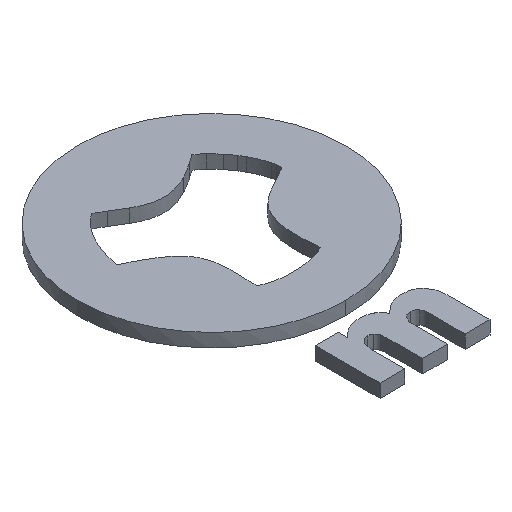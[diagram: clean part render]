
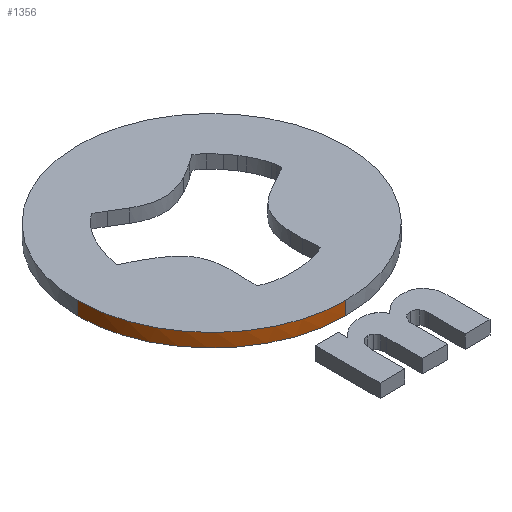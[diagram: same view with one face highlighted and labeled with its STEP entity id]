
A CAD part, isometric view. The second image highlights one B-rep face of the part: STEP entity #1356.
In plain terms, the highlighted free-form (B-spline) face has degree [3, 1] with [4, 2] control points.
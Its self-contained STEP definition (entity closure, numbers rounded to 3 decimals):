
#126=FACE_OUTER_BOUND('',#200,.T.);
#200=EDGE_LOOP('',(#1017,#1018,#1019,#1020));
#273=LINE('',#2281,#365);
#276=LINE('',#2325,#368);
#365=VECTOR('',#1459,10.);
#368=VECTOR('',#1462,10.);
#501=(
BOUNDED_CURVE()
B_SPLINE_CURVE(3,(#2334,#2335,#2336,#2337),.UNSPECIFIED.,.F.,.F.)
B_SPLINE_CURVE_WITH_KNOTS((4,4),(0.,1.),.UNSPECIFIED.)
CURVE()
GEOMETRIC_REPRESENTATION_ITEM()
RATIONAL_B_SPLINE_CURVE((1.,1.,1.,1.))
REPRESENTATION_ITEM('')
);
#502=(
BOUNDED_CURVE()
B_SPLINE_CURVE(3,(#2338,#2339,#2340,#2341),.UNSPECIFIED.,.F.,.F.)
B_SPLINE_CURVE_WITH_KNOTS((4,4),(-1.,0.),.UNSPECIFIED.)
CURVE()
GEOMETRIC_REPRESENTATION_ITEM()
RATIONAL_B_SPLINE_CURVE((1.,1.,1.,1.))
REPRESENTATION_ITEM('')
);
#579=VERTEX_POINT('',#2274);
#581=VERTEX_POINT('',#2280);
#585=VERTEX_POINT('',#2315);
#586=VERTEX_POINT('',#2320);
#758=EDGE_CURVE('',#579,#581,#273,.T.);
#766=EDGE_CURVE('',#585,#586,#276,.T.);
#767=EDGE_CURVE('',#585,#579,#501,.T.);
#768=EDGE_CURVE('',#581,#586,#502,.T.);
#1017=ORIENTED_EDGE('',*,*,#767,.F.);
#1018=ORIENTED_EDGE('',*,*,#766,.T.);
#1019=ORIENTED_EDGE('',*,*,#768,.F.);
#1020=ORIENTED_EDGE('',*,*,#758,.F.);
#1314=(
BOUNDED_SURFACE()
B_SPLINE_SURFACE(3,1,((#2326,#2327),(#2328,#2329),(#2330,#2331),(#2332,
#2333)),.UNSPECIFIED.,.F.,.F.,.F.)
B_SPLINE_SURFACE_WITH_KNOTS((4,4),(2,2),(-1.,0.),(0.,0.06),
 .UNSPECIFIED.)
GEOMETRIC_REPRESENTATION_ITEM()
RATIONAL_B_SPLINE_SURFACE(((1.,1.),(1.,1.),(1.,1.),(1.,1.)))
REPRESENTATION_ITEM('')
SURFACE()
);
#1356=ADVANCED_FACE('',(#126),#1314,.T.);
#1459=DIRECTION('',(0.,0.,-1.));
#1462=DIRECTION('',(0.,0.,-1.));
#2274=CARTESIAN_POINT('',(9.982,-101.998,0.));
#2280=CARTESIAN_POINT('',(9.982,-101.998,-0.6));
#2281=CARTESIAN_POINT('',(9.982,-101.998,0.));
#2315=CARTESIAN_POINT('',(3.982,-95.998,0.));
#2320=CARTESIAN_POINT('',(3.982,-95.998,-0.6));
#2325=CARTESIAN_POINT('',(3.982,-95.998,0.));
#2326=CARTESIAN_POINT('Ctrl Pts',(9.982,-101.998,0.));
#2327=CARTESIAN_POINT('Ctrl Pts',(9.982,-101.998,-0.6));
#2328=CARTESIAN_POINT('Ctrl Pts',(6.668,-101.998,0.));
#2329=CARTESIAN_POINT('Ctrl Pts',(6.668,-101.998,-0.6));
#2330=CARTESIAN_POINT('Ctrl Pts',(3.982,-99.312,0.));
#2331=CARTESIAN_POINT('Ctrl Pts',(3.982,-99.312,-0.6));
#2332=CARTESIAN_POINT('Ctrl Pts',(3.982,-95.998,0.));
#2333=CARTESIAN_POINT('Ctrl Pts',(3.982,-95.998,-0.6));
#2334=CARTESIAN_POINT('Ctrl Pts',(3.982,-95.998,0.));
#2335=CARTESIAN_POINT('Ctrl Pts',(3.982,-99.312,0.));
#2336=CARTESIAN_POINT('Ctrl Pts',(6.668,-101.998,0.));
#2337=CARTESIAN_POINT('Ctrl Pts',(9.982,-101.998,0.));
#2338=CARTESIAN_POINT('Ctrl Pts',(9.982,-101.998,-0.6));
#2339=CARTESIAN_POINT('Ctrl Pts',(6.668,-101.998,-0.6));
#2340=CARTESIAN_POINT('Ctrl Pts',(3.982,-99.312,-0.6));
#2341=CARTESIAN_POINT('Ctrl Pts',(3.982,-95.998,-0.6));
